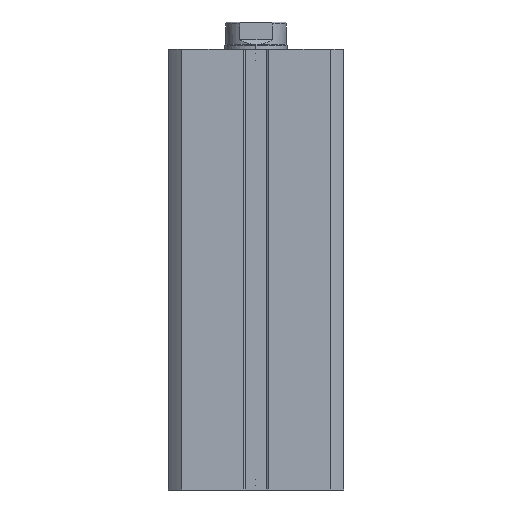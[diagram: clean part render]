
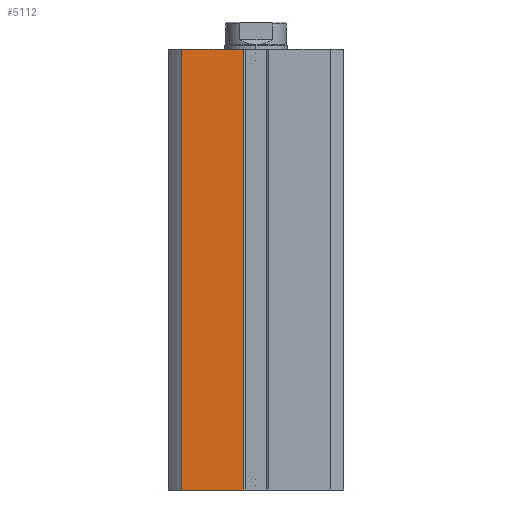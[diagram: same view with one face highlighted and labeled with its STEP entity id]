
A CAD part, front view. The second image highlights one B-rep face of the part: STEP entity #5112.
In plain terms, the highlighted planar face has unit normal (0, -1, 0).
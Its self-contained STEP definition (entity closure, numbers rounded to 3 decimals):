
#328 = DIRECTION ( 'NONE',  ( 0., 0., 1. ) ) ;
#357 = CARTESIAN_POINT ( 'NONE',  ( -19.079, -22.5, 0. ) ) ;
#505 = VERTEX_POINT ( 'NONE', #577 ) ;
#506 = VERTEX_POINT ( 'NONE', #578 ) ;
#577 = CARTESIAN_POINT ( 'NONE',  ( -3.2, -22.5, 0. ) ) ;
#578 = CARTESIAN_POINT ( 'NONE',  ( -19.079, -22.5, 0. ) ) ;
#918 = EDGE_CURVE ( 'NONE', #4816, #4815, #6338, .T. ) ;
#989 = EDGE_CURVE ( 'NONE', #506, #505, #6443, .T. ) ;
#1446 = EDGE_LOOP ( 'NONE', ( #4663, #4772, #4643, #4703 ) ) ;
#1722 = CARTESIAN_POINT ( 'NONE',  ( -3.2, -22.5, 113. ) ) ;
#1723 = CARTESIAN_POINT ( 'NONE',  ( -19.079, -22.5, 113. ) ) ;
#1999 = CARTESIAN_POINT ( 'NONE',  ( -3.2, -22.5, 113. ) ) ;
#2000 = DIRECTION ( 'NONE',  ( 0., 0., 1. ) ) ;
#2003 = CARTESIAN_POINT ( 'NONE',  ( -22.5, -22.5, 113. ) ) ;
#2006 = PLANE ( 'NONE',  #5597 ) ;
#2008 = DIRECTION ( 'NONE',  ( 0., 1., 0. ) ) ;
#2009 = DIRECTION ( 'NONE',  ( 0., 0., 1. ) ) ;
#3495 = DIRECTION ( 'NONE',  ( 1., 0., 0. ) ) ;
#3496 = CARTESIAN_POINT ( 'NONE',  ( -22.5, -22.5, 0. ) ) ;
#3901 = EDGE_CURVE ( 'NONE', #506, #4816, #6524, .T. ) ;
#4080 = DIRECTION ( 'NONE',  ( 1., 0., 0. ) ) ;
#4081 = CARTESIAN_POINT ( 'NONE',  ( -22.5, -22.5, 113. ) ) ;
#4643 = ORIENTED_EDGE ( 'NONE', *, *, #5109, .T. ) ;
#4663 = ORIENTED_EDGE ( 'NONE', *, *, #3901, .F. ) ;
#4703 = ORIENTED_EDGE ( 'NONE', *, *, #918, .F. ) ;
#4772 = ORIENTED_EDGE ( 'NONE', *, *, #989, .T. ) ;
#4815 = VERTEX_POINT ( 'NONE', #1722 ) ;
#4816 = VERTEX_POINT ( 'NONE', #1723 ) ;
#5109 = EDGE_CURVE ( 'NONE', #505, #4815, #6751, .T. ) ;
#5112 = ADVANCED_FACE ( 'NONE', ( #6756 ), #2006, .F. ) ;
#5597 = AXIS2_PLACEMENT_3D ( 'NONE', #2003, #2008, #2009 ) ;
#6338 = LINE ( 'NONE', #4081, #6339 ) ;
#6339 = VECTOR ( 'NONE', #4080, 1000. ) ;
#6443 = LINE ( 'NONE', #3496, #6447 ) ;
#6447 = VECTOR ( 'NONE', #3495, 1000. ) ;
#6524 = LINE ( 'NONE', #357, #6529 ) ;
#6529 = VECTOR ( 'NONE', #328, 1000. ) ;
#6751 = LINE ( 'NONE', #1999, #6766 ) ;
#6756 = FACE_OUTER_BOUND ( 'NONE', #1446, .T. ) ;
#6766 = VECTOR ( 'NONE', #2000, 1000. ) ;
